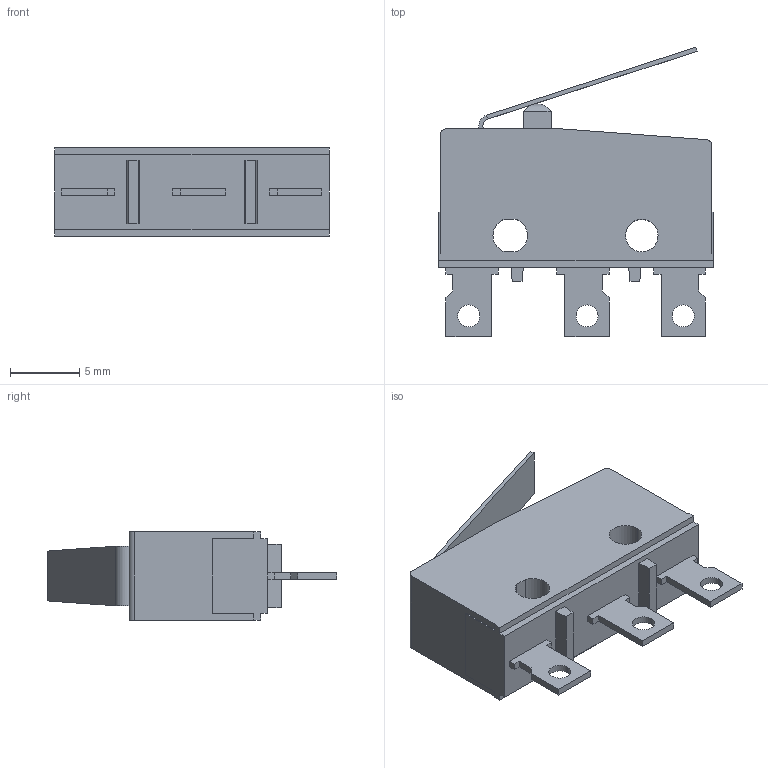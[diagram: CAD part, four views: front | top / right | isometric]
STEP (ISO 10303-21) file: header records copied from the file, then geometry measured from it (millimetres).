
FILE_DESCRIPTION (( 'STEP AP203' ), '1' );
FILE_NAME ('SS_3GLP.step', '2011-02-19T19:13:06', ( 'OSMC1.0 ' ), ( ' ' ), 'SwSTEP 2.0', 'SolidWorks 2002025', '' );
FILE_SCHEMA (( 'CONFIG_CONTROL_DESIGN' ));
Length unit declared in the file: millimetre
Products named in the file (4): SS_3GLP; SS_3GLP_BASE; SS_3GLP_ACTUATOR1; SS_3GLP_ACTUATOR2
Assembly tree (3 placements, depth 2):
  SS_3GLP
    SS_3GLP_ACTUATOR2
    SS_3GLP_ACTUATOR1
    SS_3GLP_BASE
Bounding box: 19.8 x 20.9 x 6.4 mm (x, y, z)
Volume: 1203.4 mm3; surface area: 1205.8 mm2
Topology: 3 solids, 3 shells, 126 faces, 330 edges, 218 vertices
Faces by surface type: plane 108, cylinder 18
Entity records: 4250 total; most frequent: CARTESIAN_POINT 692, ORIENTED_EDGE 660, DIRECTION 620, EDGE_CURVE 330, LINE 296, VECTOR 296, VERTEX_POINT 218, AXIS2_PLACEMENT_3D 162
